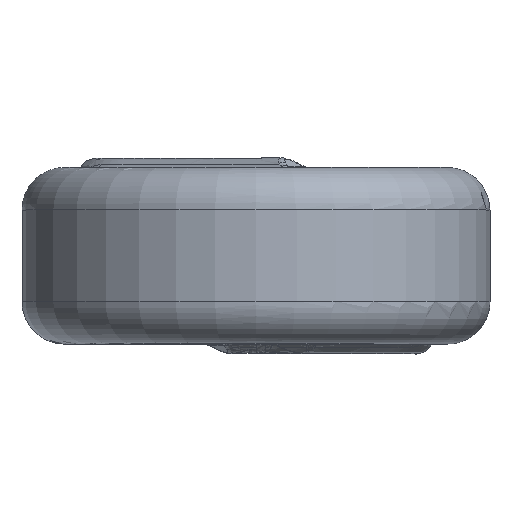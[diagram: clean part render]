
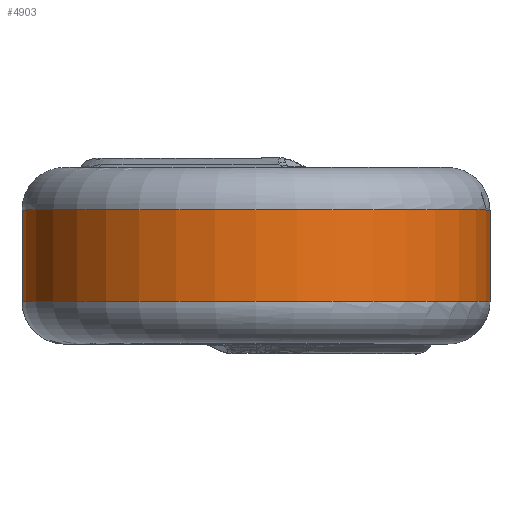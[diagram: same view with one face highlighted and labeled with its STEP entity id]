
A CAD part, top view. The second image highlights one B-rep face of the part: STEP entity #4903.
In plain terms, the highlighted cylindrical face has radius 5.5 mm (diameter 11 mm), a full revolution.
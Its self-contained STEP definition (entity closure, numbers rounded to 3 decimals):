
#35=CYLINDRICAL_SURFACE('',#5052,5.5);
#145=CIRCLE('',#5053,5.5);
#146=CIRCLE('',#5054,5.5);
#1407=ORIENTED_EDGE('',*,*,#2137,.T.);
#1408=ORIENTED_EDGE('',*,*,#2138,.T.);
#2137=EDGE_CURVE('',#2517,#2517,#145,.F.);
#2138=EDGE_CURVE('',#2518,#2518,#146,.T.);
#2517=VERTEX_POINT('',#11495);
#2518=VERTEX_POINT('',#11497);
#3021=EDGE_LOOP('',(#1407));
#3022=EDGE_LOOP('',(#1408));
#3243=FACE_BOUND('',#3021,.T.);
#3244=FACE_BOUND('',#3022,.T.);
#4903=ADVANCED_FACE('',(#3243,#3244),#35,.T.);
#5052=AXIS2_PLACEMENT_3D('',#11493,#5505,#5506);
#5053=AXIS2_PLACEMENT_3D('',#11494,#5507,#5508);
#5054=AXIS2_PLACEMENT_3D('',#11496,#5509,#5510);
#5505=DIRECTION('',(0.,1.,0.));
#5506=DIRECTION('',(0.,0.,1.));
#5507=DIRECTION('',(0.,1.,0.));
#5508=DIRECTION('',(0.,0.,1.));
#5509=DIRECTION('',(0.,1.,0.));
#5510=DIRECTION('',(0.,0.,1.));
#11493=CARTESIAN_POINT('',(0.,-2.075,0.));
#11494=CARTESIAN_POINT('',(0.,1.075,0.));
#11495=CARTESIAN_POINT('',(0.,1.075,5.5));
#11496=CARTESIAN_POINT('',(0.,-1.075,0.));
#11497=CARTESIAN_POINT('',(0.,-1.075,5.5));
